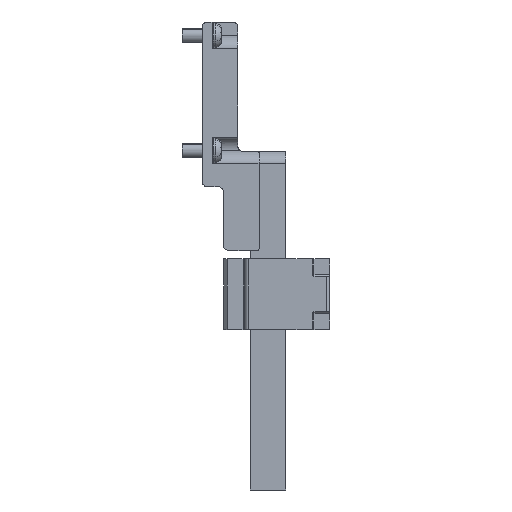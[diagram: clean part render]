
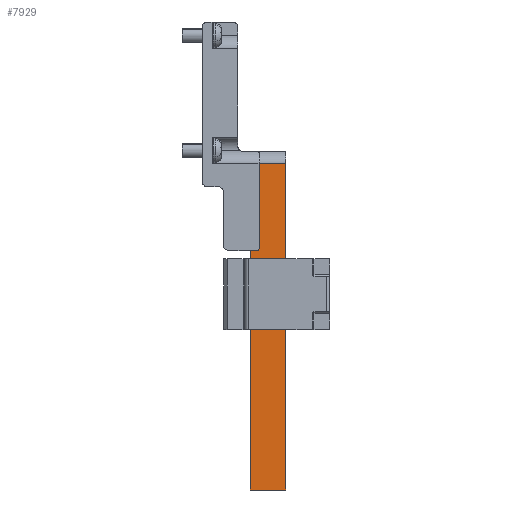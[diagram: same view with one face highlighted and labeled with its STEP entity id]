
A CAD part, left-side view. The second image highlights one B-rep face of the part: STEP entity #7929.
In plain terms, the highlighted planar face has unit normal (-1, 0, 0).
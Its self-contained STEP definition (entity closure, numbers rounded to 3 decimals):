
#7892=AXIS2_PLACEMENT_3D('Plane Axis2P3D',#7889,#7890,#7891) ;
#7910=AXIS2_PLACEMENT_3D('Circle Axis2P3D',#7908,#7909,$) ;
#7436=CARTESIAN_POINT('Vertex',(-358.,-17.,-152.)) ;
#7439=CARTESIAN_POINT('Line Origine',(-358.,-17.,-84.5)) ;
#7443=CARTESIAN_POINT('Vertex',(-358.,-17.,-17.)) ;
#7624=CARTESIAN_POINT('Vertex',(-358.,-37.,32.)) ;
#7627=CARTESIAN_POINT('Line Origine',(-358.,-37.,-60.)) ;
#7631=CARTESIAN_POINT('Vertex',(-358.,-37.,-152.)) ;
#7877=CARTESIAN_POINT('Line Origine',(-358.,-27.,-152.)) ;
#7889=CARTESIAN_POINT('Axis2P3D Location',(-358.,-22.,112.)) ;
#7894=CARTESIAN_POINT('Line Origine',(-358.,-29.5,32.)) ;
#7898=CARTESIAN_POINT('Vertex',(-358.,-22.,32.)) ;
#7901=CARTESIAN_POINT('Line Origine',(-358.,-22.,8.)) ;
#7905=CARTESIAN_POINT('Vertex',(-358.,-22.,-16.)) ;
#7908=CARTESIAN_POINT('Axis2P3D Location',(-358.,-21.,-16.)) ;
#7912=CARTESIAN_POINT('Vertex',(-358.,-21.,-17.)) ;
#7915=CARTESIAN_POINT('Line Origine',(-358.,-19.,-17.)) ;
#7440=DIRECTION('Vector Direction',(0.,0.,-1.)) ;
#7628=DIRECTION('Vector Direction',(0.,0.,-1.)) ;
#7878=DIRECTION('Vector Direction',(0.,-1.,0.)) ;
#7890=DIRECTION('Axis2P3D Direction',(1.,0.,0.)) ;
#7891=DIRECTION('Axis2P3D XDirection',(0.,-1.,0.)) ;
#7895=DIRECTION('Vector Direction',(0.,1.,0.)) ;
#7902=DIRECTION('Vector Direction',(0.,0.,1.)) ;
#7909=DIRECTION('Axis2P3D Direction',(1.,0.,0.)) ;
#7916=DIRECTION('Vector Direction',(0.,-1.,0.)) ;
#7441=VECTOR('Line Direction',#7440,1.) ;
#7629=VECTOR('Line Direction',#7628,1.) ;
#7879=VECTOR('Line Direction',#7878,1.) ;
#7896=VECTOR('Line Direction',#7895,1.) ;
#7903=VECTOR('Line Direction',#7902,1.) ;
#7917=VECTOR('Line Direction',#7916,1.) ;
#7921=ORIENTED_EDGE('',*,*,#7900,.T.) ;
#7922=ORIENTED_EDGE('',*,*,#7907,.T.) ;
#7923=ORIENTED_EDGE('',*,*,#7914,.T.) ;
#7924=ORIENTED_EDGE('',*,*,#7919,.T.) ;
#7925=ORIENTED_EDGE('',*,*,#7445,.T.) ;
#7926=ORIENTED_EDGE('',*,*,#7881,.T.) ;
#7927=ORIENTED_EDGE('',*,*,#7633,.T.) ;
#7929=ADVANCED_FACE('RB7556804_1PD_001_00_FRONT TERMINAL ASSEMBLY E4.2 WITHDRAWABL.4\\RB7552001_1PA_001_00_FRONT TERMINAL E2.2 FIXED.1\\PartBody',(#7928),#7893,.F.) ;
#7911=CIRCLE('generated circle',#7910,1.) ;
#7445=EDGE_CURVE('',#7444,#7437,#7442,.T.) ;
#7633=EDGE_CURVE('',#7632,#7625,#7630,.F.) ;
#7881=EDGE_CURVE('',#7437,#7632,#7880,.T.) ;
#7900=EDGE_CURVE('',#7625,#7899,#7897,.T.) ;
#7907=EDGE_CURVE('',#7899,#7906,#7904,.F.) ;
#7914=EDGE_CURVE('',#7906,#7913,#7911,.T.) ;
#7919=EDGE_CURVE('',#7913,#7444,#7918,.F.) ;
#7920=EDGE_LOOP('',(#7921,#7922,#7923,#7924,#7925,#7926,#7927)) ;
#7928=FACE_OUTER_BOUND('',#7920,.T.) ;
#7442=LINE('Line',#7439,#7441) ;
#7630=LINE('Line',#7627,#7629) ;
#7880=LINE('Line',#7877,#7879) ;
#7897=LINE('Line',#7894,#7896) ;
#7904=LINE('Line',#7901,#7903) ;
#7918=LINE('Line',#7915,#7917) ;
#7893=PLANE('',#7892) ;
#7437=VERTEX_POINT('',#7436) ;
#7444=VERTEX_POINT('',#7443) ;
#7625=VERTEX_POINT('',#7624) ;
#7632=VERTEX_POINT('',#7631) ;
#7899=VERTEX_POINT('',#7898) ;
#7906=VERTEX_POINT('',#7905) ;
#7913=VERTEX_POINT('',#7912) ;
